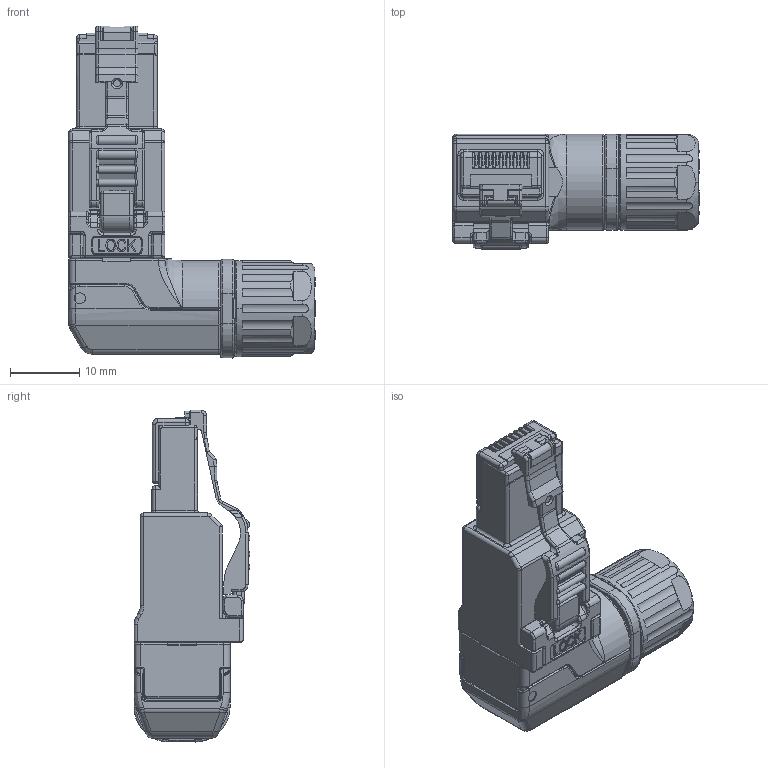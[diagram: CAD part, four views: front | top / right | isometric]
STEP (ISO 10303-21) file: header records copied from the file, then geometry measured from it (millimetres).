
FILE_DESCRIPTION (( 'STEP AP214' ), '1' );
FILE_NAME ('J00026A4000H53.STEP', '2018-03-19T13:30:17', ( '' ), ( '' ), 'SwSTEP 2.0', 'SolidWorks 2017', '' );
FILE_SCHEMA (( 'AUTOMOTIVE_DESIGN' ));
Length unit declared in the file: millimetre
Products named in the file (1): J00026A4000H53
Bounding box: 35.65 x 16.78 x 48.05 mm (x, y, z)
Volume: 10365.4 mm3; surface area: 4784.5 mm2
Topology: 1 solids, 4 shells, 2097 faces, 5680 edges, 3540 vertices
Faces by surface type: plane 835, cylinder 697, bspline 551, cone 14
Entity records: 100561 total; most frequent: CARTESIAN_POINT 32536, ORIENTED_EDGE 11286, DIRECTION 8638, EDGE_CURVE 5643, VERTEX_POINT 3540, VECTOR 2924, LINE 2924, AXIS2_PLACEMENT_3D 2857
